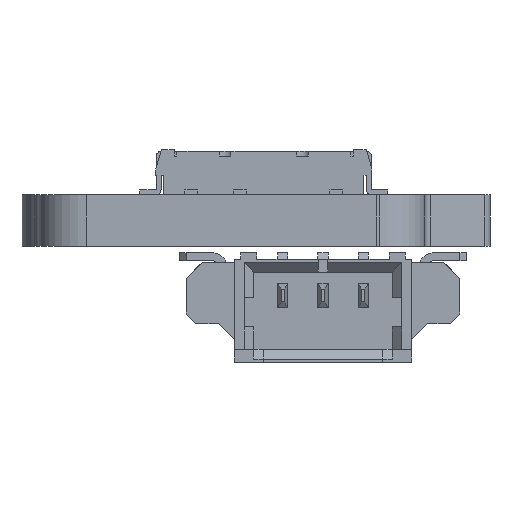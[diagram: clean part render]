
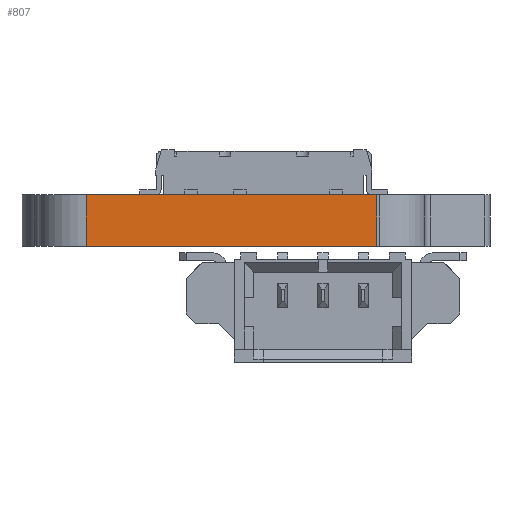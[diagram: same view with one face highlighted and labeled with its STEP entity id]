
A CAD part, front view. The second image highlights one B-rep face of the part: STEP entity #807.
In plain terms, the highlighted planar face has unit normal (0, -1, 0).
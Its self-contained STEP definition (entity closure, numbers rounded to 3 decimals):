
#780 = VERTEX_POINT('',#781);
#781 = CARTESIAN_POINT('',(8.99,-6.,1.6));
#788 = EDGE_CURVE('',#789,#780,#791,.T.);
#789 = VERTEX_POINT('',#790);
#790 = CARTESIAN_POINT('',(8.99,-6.,0.));
#791 = LINE('',#792,#793);
#792 = CARTESIAN_POINT('',(8.99,-6.,0.));
#793 = VECTOR('',#794,1.);
#794 = DIRECTION('',(0.,0.,1.));
#807 = ADVANCED_FACE('',(#808),#833,.T.);
#808 = FACE_BOUND('',#809,.T.);
#809 = EDGE_LOOP('',(#810,#811,#819,#827));
#810 = ORIENTED_EDGE('',*,*,#788,.T.);
#811 = ORIENTED_EDGE('',*,*,#812,.T.);
#812 = EDGE_CURVE('',#780,#813,#815,.T.);
#813 = VERTEX_POINT('',#814);
#814 = CARTESIAN_POINT('',(-0.01,-6.,1.6));
#815 = LINE('',#816,#817);
#816 = CARTESIAN_POINT('',(8.99,-6.,1.6));
#817 = VECTOR('',#818,1.);
#818 = DIRECTION('',(-1.,0.,0.));
#819 = ORIENTED_EDGE('',*,*,#820,.F.);
#820 = EDGE_CURVE('',#821,#813,#823,.T.);
#821 = VERTEX_POINT('',#822);
#822 = CARTESIAN_POINT('',(-0.01,-6.,0.));
#823 = LINE('',#824,#825);
#824 = CARTESIAN_POINT('',(-0.01,-6.,0.));
#825 = VECTOR('',#826,1.);
#826 = DIRECTION('',(0.,0.,1.));
#827 = ORIENTED_EDGE('',*,*,#828,.F.);
#828 = EDGE_CURVE('',#789,#821,#829,.T.);
#829 = LINE('',#830,#831);
#830 = CARTESIAN_POINT('',(8.99,-6.,0.));
#831 = VECTOR('',#832,1.);
#832 = DIRECTION('',(-1.,0.,0.));
#833 = PLANE('',#834);
#834 = AXIS2_PLACEMENT_3D('',#835,#836,#837);
#835 = CARTESIAN_POINT('',(8.99,-6.,0.));
#836 = DIRECTION('',(0.,-1.,0.));
#837 = DIRECTION('',(-1.,0.,0.));
